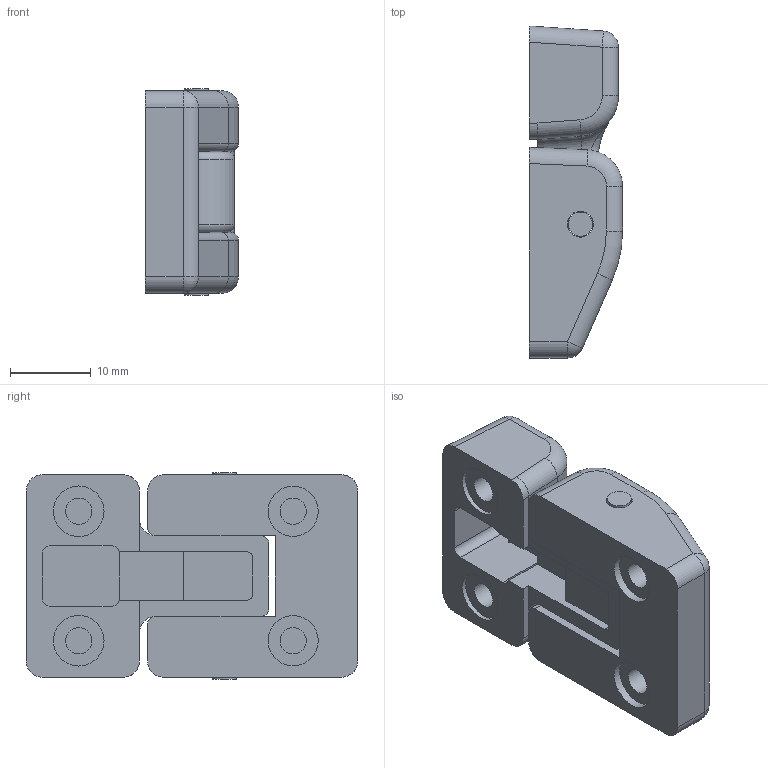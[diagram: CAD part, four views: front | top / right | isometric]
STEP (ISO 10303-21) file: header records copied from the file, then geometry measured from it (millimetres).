
FILE_DESCRIPTION(/* description */ (''),/* implementation_level */ '2;1');
FILE_NAME(/* name */ '0114000101 - Aussengelenk GA.stp',/* time_stamp */ '2020-11-17T11:59:35+01:00',/* author */ ('alexander.rose'),/* organization */ (''),/* preprocessor_version */ 'ST-DEVELOPER v17.2',/* originating_system */ 'Autodesk Inventor 2019',/* authorisation */ '');
FILE_SCHEMA (('AUTOMOTIVE_DESIGN { 1 0 10303 214 3 1 1 }'));
Length unit declared in the file: millimetre
Products named in the file (4): BaugruppeScharnier; Scharnier U-St; Scharnier T-St; Stift
Assembly tree (3 placements, depth 2):
  BaugruppeScharnier
    Scharnier U-St
    Scharnier T-St
    Stift
Bounding box: 11.5 x 41 x 25.5 mm (x, y, z)
Volume: 8031.3 mm3; surface area: 5183 mm2
Topology: 3 solids, 3 shells, 128 faces, 304 edges, 186 vertices
Faces by surface type: cylinder 54, plane 52, torus 16, sphere 4, bspline 2
Full cylindrical faces by diameter (mm): 3 x1, 3.2 x2, 3.242 x4, 5.2 x1, 6.2 x2, 6.25 x2
Entity records: 4135 total; most frequent: CARTESIAN_POINT 856, DIRECTION 690, ORIENTED_EDGE 600, EDGE_CURVE 300, AXIS2_PLACEMENT_3D 267, VERTEX_POINT 186, LINE 156, VECTOR 156
